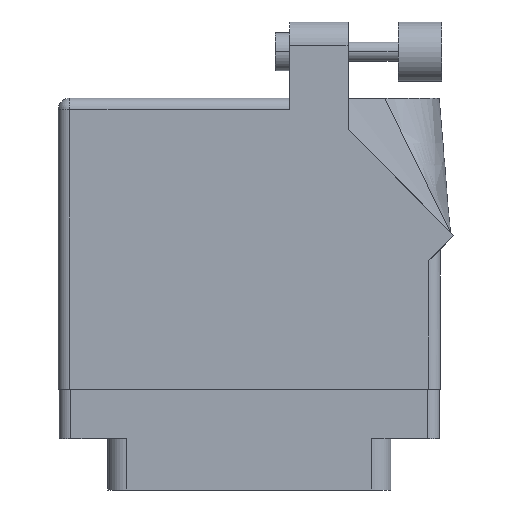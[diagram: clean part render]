
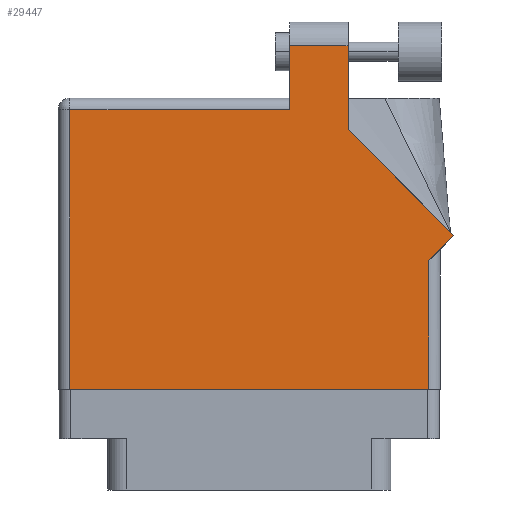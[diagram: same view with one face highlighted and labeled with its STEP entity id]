
A CAD part, front view. The second image highlights one B-rep face of the part: STEP entity #29447.
In plain terms, the highlighted face is planar.
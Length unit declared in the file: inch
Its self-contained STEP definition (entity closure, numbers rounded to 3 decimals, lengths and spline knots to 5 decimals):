
#888 = ORIENTED_EDGE ( 'NONE', *, *, #6734, .T. ) ;
#968 = DIRECTION ( 'NONE',  ( -1., 0., 0. ) ) ;
#1052 = LINE ( 'NONE', #19441, #10747 ) ;
#1321 = VERTEX_POINT ( 'NONE', #25822 ) ;
#1644 = LINE ( 'NONE', #10309, #34917 ) ;
#2376 = CARTESIAN_POINT ( 'NONE',  ( 0., 1.53, 0. ) ) ;
#2872 = LINE ( 'NONE', #22089, #14728 ) ;
#4207 = CARTESIAN_POINT ( 'NONE',  ( 0., 1.468, 0. ) ) ;
#6442 = DIRECTION ( 'NONE',  ( 0., 1., 0. ) ) ;
#6734 = EDGE_CURVE ( 'NONE', #8306, #7666, #34858, .T. ) ;
#6758 = LINE ( 'NONE', #9590, #34574 ) ;
#6980 = VERTEX_POINT ( 'NONE', #18115 ) ;
#7629 = CARTESIAN_POINT ( 'NONE',  ( 1.217, 1.805, 0. ) ) ;
#7666 = VERTEX_POINT ( 'NONE', #25965 ) ;
#7994 = ORIENTED_EDGE ( 'NONE', *, *, #11182, .T. ) ;
#8062 = DIRECTION ( 'NONE',  ( 0., 1., 0. ) ) ;
#8280 = AXIS2_PLACEMENT_3D ( 'NONE', #2376, #26909, #968 ) ;
#8306 = VERTEX_POINT ( 'NONE', #26026 ) ;
#9361 = EDGE_CURVE ( 'NONE', #13030, #12567, #1052, .T. ) ;
#9590 = CARTESIAN_POINT ( 'NONE',  ( 2.01, 0.737, 0. ) ) ;
#10186 = PLANE ( 'NONE',  #8280 ) ;
#10238 = VECTOR ( 'NONE', #33992, 39.37008 ) ;
#10309 = CARTESIAN_POINT ( 'NONE',  ( 2.08071, 0.80771, 0. ) ) ;
#10747 = VECTOR ( 'NONE', #6442, 39.37008 ) ;
#10949 = ORIENTED_EDGE ( 'NONE', *, *, #26458, .T. ) ;
#11182 = EDGE_CURVE ( 'NONE', #6980, #8306, #1644, .T. ) ;
#11467 = EDGE_CURVE ( 'NONE', #17393, #20227, #2872, .T. ) ;
#11682 = EDGE_CURVE ( 'NONE', #34563, #1321, #26482, .T. ) ;
#12567 = VERTEX_POINT ( 'NONE', #22764 ) ;
#12689 = CARTESIAN_POINT ( 'NONE',  ( 1.217, 1.805, 0. ) ) ;
#13030 = VERTEX_POINT ( 'NONE', #26454 ) ;
#13270 = CARTESIAN_POINT ( 'NONE',  ( 1.524, 1.36442, 0. ) ) ;
#14258 = EDGE_CURVE ( 'NONE', #20227, #34563, #32542, .T. ) ;
#14615 = LINE ( 'NONE', #12689, #22184 ) ;
#14728 = VECTOR ( 'NONE', #27364, 39.37008 ) ;
#16345 = EDGE_CURVE ( 'NONE', #1321, #13030, #21267, .T. ) ;
#17038 = ORIENTED_EDGE ( 'NONE', *, *, #9361, .T. ) ;
#17393 = VERTEX_POINT ( 'NONE', #7629 ) ;
#17822 = DIRECTION ( 'NONE',  ( -1., 0., 0. ) ) ;
#18115 = CARTESIAN_POINT ( 'NONE',  ( 2.08071, 0.80771, 0. ) ) ;
#18616 = EDGE_LOOP ( 'NONE', ( #888, #21161, #33618, #33347, #22003, #33582, #17038, #10949, #7994 ) ) ;
#19441 = CARTESIAN_POINT ( 'NONE',  ( 1.948, 0.737, 0. ) ) ;
#20227 = VERTEX_POINT ( 'NONE', #20492 ) ;
#20296 = FACE_OUTER_BOUND ( 'NONE', #18616, .T. ) ;
#20492 = CARTESIAN_POINT ( 'NONE',  ( 1.217, 1.468, 0. ) ) ;
#20684 = DIRECTION ( 'NONE',  ( 0.707, 0.707, 0. ) ) ;
#21161 = ORIENTED_EDGE ( 'NONE', *, *, #32298, .T. ) ;
#21210 = DIRECTION ( 'NONE',  ( 1., 0., 0. ) ) ;
#21267 = LINE ( 'NONE', #26628, #25908 ) ;
#22003 = ORIENTED_EDGE ( 'NONE', *, *, #11682, .T. ) ;
#22089 = CARTESIAN_POINT ( 'NONE',  ( 1.217, 1.53, 0. ) ) ;
#22184 = VECTOR ( 'NONE', #17822, 39.37008 ) ;
#22764 = CARTESIAN_POINT ( 'NONE',  ( 1.948, 0.675, 0. ) ) ;
#22800 = CARTESIAN_POINT ( 'NONE',  ( 0.062, 0., 0. ) ) ;
#25419 = CARTESIAN_POINT ( 'NONE',  ( 0.062, 1.468, 0. ) ) ;
#25822 = CARTESIAN_POINT ( 'NONE',  ( 0.062, 0., 0. ) ) ;
#25908 = VECTOR ( 'NONE', #21210, 39.37008 ) ;
#25965 = CARTESIAN_POINT ( 'NONE',  ( 1.524, 1.805, 0. ) ) ;
#26026 = CARTESIAN_POINT ( 'NONE',  ( 1.524, 1.36442, 0. ) ) ;
#26454 = CARTESIAN_POINT ( 'NONE',  ( 1.948, 0., 0. ) ) ;
#26458 = EDGE_CURVE ( 'NONE', #12567, #6980, #6758, .T. ) ;
#26482 = LINE ( 'NONE', #22800, #32339 ) ;
#26628 = CARTESIAN_POINT ( 'NONE',  ( 0., 0., 0. ) ) ;
#26909 = DIRECTION ( 'NONE',  ( 0., 0., -1. ) ) ;
#27364 = DIRECTION ( 'NONE',  ( 0., -1., 0. ) ) ;
#27707 = VECTOR ( 'NONE', #8062, 39.37008 ) ;
#28196 = DIRECTION ( 'NONE',  ( 0., -1., 0. ) ) ;
#29150 = DIRECTION ( 'NONE',  ( -0.707, 0.707, 0. ) ) ;
#29447 = ADVANCED_FACE ( 'NONE', ( #20296 ), #10186, .F. ) ;
#32298 = EDGE_CURVE ( 'NONE', #7666, #17393, #14615, .T. ) ;
#32339 = VECTOR ( 'NONE', #28196, 39.37008 ) ;
#32542 = LINE ( 'NONE', #4207, #10238 ) ;
#33347 = ORIENTED_EDGE ( 'NONE', *, *, #14258, .T. ) ;
#33582 = ORIENTED_EDGE ( 'NONE', *, *, #16345, .T. ) ;
#33618 = ORIENTED_EDGE ( 'NONE', *, *, #11467, .T. ) ;
#33992 = DIRECTION ( 'NONE',  ( -1., 0., 0. ) ) ;
#34563 = VERTEX_POINT ( 'NONE', #25419 ) ;
#34574 = VECTOR ( 'NONE', #20684, 39.37008 ) ;
#34858 = LINE ( 'NONE', #13270, #27707 ) ;
#34917 = VECTOR ( 'NONE', #29150, 39.37008 ) ;
